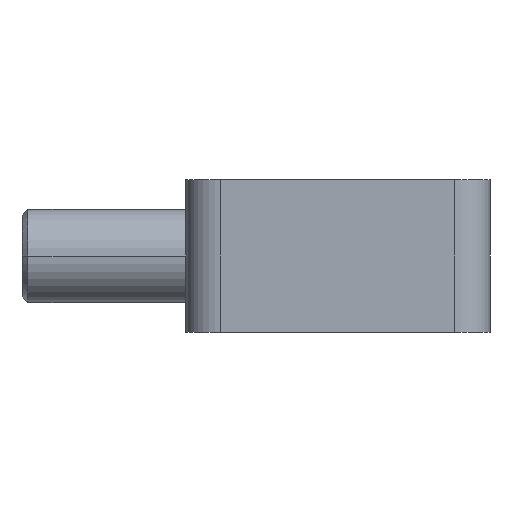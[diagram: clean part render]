
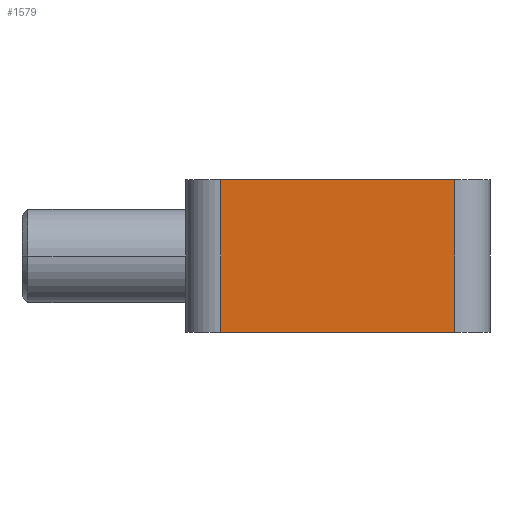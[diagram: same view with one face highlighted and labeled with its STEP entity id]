
A CAD part, left-side view. The second image highlights one B-rep face of the part: STEP entity #1579.
In plain terms, the highlighted planar face has unit normal (-1, 0, 0).
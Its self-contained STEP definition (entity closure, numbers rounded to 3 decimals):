
#1552=AXIS2_PLACEMENT_3D('Plane Axis2P3D',#1549,#1550,#1551) ;
#1513=CARTESIAN_POINT('Vertex',(-39.,36.,80.5)) ;
#1516=CARTESIAN_POINT('Line Origine',(-39.,36.,87.)) ;
#1520=CARTESIAN_POINT('Vertex',(-39.,36.,93.5)) ;
#1549=CARTESIAN_POINT('Axis2P3D Location',(-39.,36.,0.)) ;
#1554=CARTESIAN_POINT('Line Origine',(-39.,26.,80.5)) ;
#1558=CARTESIAN_POINT('Vertex',(-39.,16.,80.5)) ;
#1561=CARTESIAN_POINT('Line Origine',(-39.,16.,87.)) ;
#1565=CARTESIAN_POINT('Vertex',(-39.,16.,93.5)) ;
#1568=CARTESIAN_POINT('Line Origine',(-39.,26.,93.5)) ;
#1517=DIRECTION('Vector Direction',(0.,0.,1.)) ;
#1550=DIRECTION('Axis2P3D Direction',(1.,0.,0.)) ;
#1551=DIRECTION('Axis2P3D XDirection',(0.,-1.,0.)) ;
#1555=DIRECTION('Vector Direction',(0.,-1.,0.)) ;
#1562=DIRECTION('Vector Direction',(0.,0.,-1.)) ;
#1569=DIRECTION('Vector Direction',(0.,-1.,0.)) ;
#1518=VECTOR('Line Direction',#1517,1.) ;
#1556=VECTOR('Line Direction',#1555,1.) ;
#1563=VECTOR('Line Direction',#1562,1.) ;
#1570=VECTOR('Line Direction',#1569,1.) ;
#1574=ORIENTED_EDGE('',*,*,#1560,.T.) ;
#1575=ORIENTED_EDGE('',*,*,#1567,.F.) ;
#1576=ORIENTED_EDGE('',*,*,#1572,.F.) ;
#1577=ORIENTED_EDGE('',*,*,#1522,.T.) ;
#1579=ADVANCED_FACE('Terminali anteriori per cavi FCCu superiori',(#1578),#1553,.F.) ;
#1522=EDGE_CURVE('',#1521,#1514,#1519,.F.) ;
#1560=EDGE_CURVE('',#1514,#1559,#1557,.T.) ;
#1567=EDGE_CURVE('',#1566,#1559,#1564,.T.) ;
#1572=EDGE_CURVE('',#1521,#1566,#1571,.T.) ;
#1573=EDGE_LOOP('',(#1574,#1575,#1576,#1577)) ;
#1578=FACE_OUTER_BOUND('',#1573,.T.) ;
#1519=LINE('Line',#1516,#1518) ;
#1557=LINE('Line',#1554,#1556) ;
#1564=LINE('Line',#1561,#1563) ;
#1571=LINE('Line',#1568,#1570) ;
#1553=PLANE('',#1552) ;
#1514=VERTEX_POINT('',#1513) ;
#1521=VERTEX_POINT('',#1520) ;
#1559=VERTEX_POINT('',#1558) ;
#1566=VERTEX_POINT('',#1565) ;
